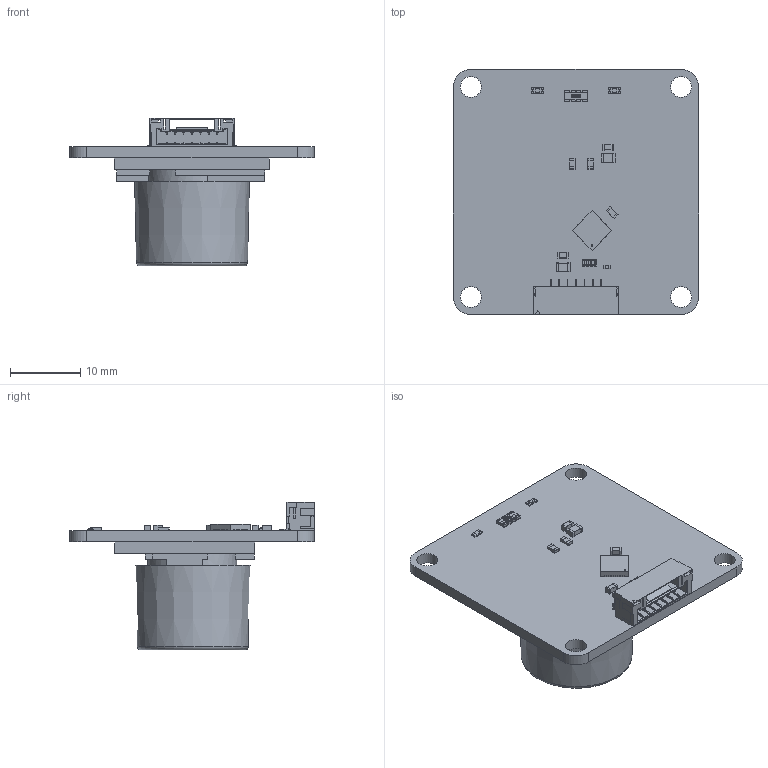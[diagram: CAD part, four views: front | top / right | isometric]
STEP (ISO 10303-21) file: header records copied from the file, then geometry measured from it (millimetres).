
FILE_DESCRIPTION(('FreeCAD Model'),'2;1');
FILE_NAME( 'distance-us-v2.step', '2019-08-15T14:28:00',('kicad StepUp'),('ksu MCAD'), 'Open CASCADE STEP processor 7.3','FreeCAD','Unknown');
FILE_SCHEMA(('AUTOMOTIVE_DESIGN { 1 0 10303 214 1 1 1 1 }'));
Length unit declared in the file: millimetre
Products named in the file (22): distance-us-v2; Board_Geoms; Pcb; Open CASCADE STEP translator 7.3 2.1.1.1; Step_Models; Top; C4_C_0603_5C91324C; C1_C_0402_5BAB7BD9; C2_C_0805_5BAB7BE3; C3_C_0603_5BAB7BED; C6_C_0805_5BAB8854; C7_C_0603_5BAB7C1A; D1_D_0603_blue_5BAB7C2B; D2_D_0603_blue_5BAB7C3C; L1_R_0603_5BAB8A14; P1_BrickletConn_7pin_5BAB86B1; R1_R_0603_5BAB7C71; RP1_Cut_5BAB7C81; RP2_R_4x0603_5BAB7C91; U1_QFN-24_4x4mm_Pitch0.5mm_5BAB7CB6; Bot; U6_HRLV_5CB7671F
Assembly tree (21 placements, depth 4):
  distance-us-v2
    Board_Geoms
      Pcb
        Open CASCADE STEP translator 7.3 2.1.1.1
    Step_Models
      Top
        C4_C_0603_5C91324C
        C1_C_0402_5BAB7BD9
        C2_C_0805_5BAB7BE3
        C3_C_0603_5BAB7BED
        C6_C_0805_5BAB8854
        C7_C_0603_5BAB7C1A
        D1_D_0603_blue_5BAB7C2B
        D2_D_0603_blue_5BAB7C3C
        L1_R_0603_5BAB8A14
        P1_BrickletConn_7pin_5BAB86B1
        R1_R_0603_5BAB7C71
        RP1_Cut_5BAB7C81
        RP2_R_4x0603_5BAB7C91
        U1_QFN-24_4x4mm_Pitch0.5mm_5BAB7CB6
      Bot
        U6_HRLV_5CB7671F
Bounding box: 35 x 35 x 21.12 mm (x, y, z)
Volume: 5535.2 mm3; surface area: 5113.4 mm2
Topology: 21 solids, 21 shells, 1627 faces, 4569 edges, 3009 vertices
Faces by surface type: plane 1240, bspline 211, cylinder 174, torus 1, cone 1
Full cylindrical faces by diameter (mm): 0.991 x7, 1.067 x12, 3 x4, 3.175 x2, 3.251 x4
Entity records: 63763 total; most frequent: CARTESIAN_POINT 11158, ORIENTED_EDGE 9138, DIRECTION 7355, EDGE_CURVE 4569, LINE 3761, VECTOR 3761, VERTEX_POINT 3009, AXIS2_PLACEMENT_3D 1797
